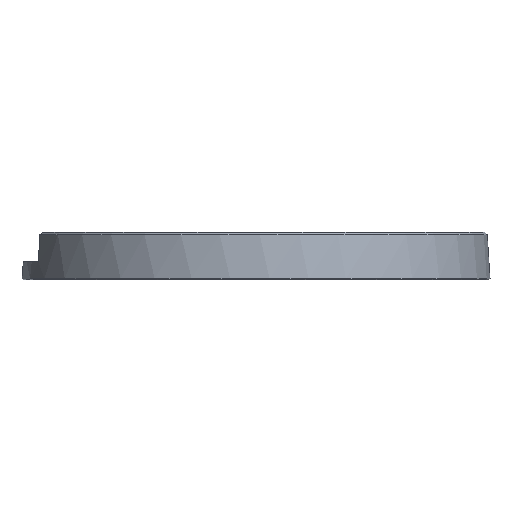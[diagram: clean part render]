
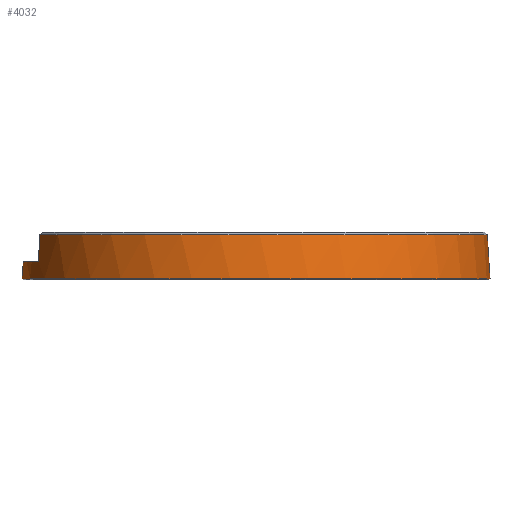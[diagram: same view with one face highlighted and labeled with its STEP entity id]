
A CAD part, front view. The second image highlights one B-rep face of the part: STEP entity #4032.
In plain terms, the highlighted conical face has half-angle 3.59 degrees and reference radius 39 mm.
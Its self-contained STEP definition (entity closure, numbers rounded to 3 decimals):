
#253 = ORIENTED_EDGE ( 'NONE', *, *, #1090, .T. ) ;
#326 = ORIENTED_EDGE ( 'NONE', *, *, #5789, .T. ) ;
#396 = CARTESIAN_POINT ( 'NONE',  ( -39.049, -5.035, 2.064 ) ) ;
#423 = DIRECTION ( 'NONE',  ( 0., 0., -1. ) ) ;
#564 = EDGE_CURVE ( 'NONE', #1063, #2897, #1592, .T. ) ;
#566 = CARTESIAN_POINT ( 'NONE',  ( 0., 0., 8. ) ) ;
#984 = ORIENTED_EDGE ( 'NONE', *, *, #1324, .T. ) ;
#1063 = VERTEX_POINT ( 'NONE', #4295 ) ;
#1090 = EDGE_CURVE ( 'NONE', #6492, #2897, #3967, .T. ) ;
#1123 = DIRECTION ( 'NONE',  ( 0., 0., 1. ) ) ;
#1217 = VERTEX_POINT ( 'NONE', #3079 ) ;
#1285 = CARTESIAN_POINT ( 'NONE',  ( -39.195, -4.823, 0.188 ) ) ;
#1286 = ORIENTED_EDGE ( 'NONE', *, *, #564, .F. ) ;
#1324 = EDGE_CURVE ( 'NONE', #3279, #8981, #5070, .T. ) ;
#1409 = DIRECTION ( 'NONE',  ( 1., 0., 0. ) ) ;
#1592 = LINE ( 'NONE', #8000, #9007 ) ;
#1906 = DIRECTION ( 'NONE',  ( -1., 0., 0. ) ) ;
#1940 = ORIENTED_EDGE ( 'NONE', *, *, #7872, .T. ) ;
#2029 = CIRCLE ( 'NONE', #9086, 39.49 ) ;
#2522 = CARTESIAN_POINT ( 'NONE',  ( -39.122, 4.929, 1.127 ) ) ;
#2540 = AXIS2_PLACEMENT_3D ( 'NONE', #7522, #4203, #7425 ) ;
#2554 = EDGE_CURVE ( 'NONE', #6058, #4226, #5996, .T. ) ;
#2597 = CARTESIAN_POINT ( 'NONE',  ( -38.976, -5.141, 3. ) ) ;
#2668 = CARTESIAN_POINT ( 'NONE',  ( 0., 0., 629.619 ) ) ;
#2742 = CARTESIAN_POINT ( 'NONE',  ( -39.195, -4.823, 0.188 ) ) ;
#2897 = VERTEX_POINT ( 'NONE', #7418 ) ;
#2936 = CARTESIAN_POINT ( 'NONE',  ( -36.451, -14.727, 3. ) ) ;
#3028 = DIRECTION ( 'NONE',  ( 0., 0., -1. ) ) ;
#3079 = CARTESIAN_POINT ( 'NONE',  ( 39.49, 0., 0.188 ) ) ;
#3279 = VERTEX_POINT ( 'NONE', #6531 ) ;
#3478 = EDGE_LOOP ( 'NONE', ( #7777, #984, #10309, #326, #1940, #253, #1286, #6708, #4257 ) ) ;
#3841 = CARTESIAN_POINT ( 'NONE',  ( 0., 0., 3. ) ) ;
#3967 = CIRCLE ( 'NONE', #8669, 39.314 ) ;
#3987 = DIRECTION ( 'NONE',  ( 1., 0., 0. ) ) ;
#3996 = DIRECTION ( 'NONE',  ( -0.058, 0.023, -0.998 ) ) ;
#4032 = ADVANCED_FACE ( 'NONE', ( #5248 ), #7561, .T. ) ;
#4203 = DIRECTION ( 'NONE',  ( 0., 0., 1. ) ) ;
#4226 = VERTEX_POINT ( 'NONE', #6918 ) ;
#4237 = CIRCLE ( 'NONE', #5615, 39.025 ) ;
#4257 = ORIENTED_EDGE ( 'NONE', *, *, #2554, .F. ) ;
#4295 = CARTESIAN_POINT ( 'NONE',  ( -36.183, 14.619, 7.601 ) ) ;
#4647 = DIRECTION ( 'NONE',  ( 0., 0., -1. ) ) ;
#4846 = CARTESIAN_POINT ( 'NONE',  ( -39.195, 4.823, 0.188 ) ) ;
#4901 = CARTESIAN_POINT ( 'NONE',  ( -39.049, 5.035, 2.064 ) ) ;
#5070 =( BOUNDED_CURVE ( )  B_SPLINE_CURVE ( 3, ( #2597, #396, #8377, #2742 ),
 .UNSPECIFIED., .F., .T. ) 
 B_SPLINE_CURVE_WITH_KNOTS ( ( 4, 4 ),
 ( 4.324, 4.332 ),
 .UNSPECIFIED. ) 
 CURVE ( )  GEOMETRIC_REPRESENTATION_ITEM ( )  RATIONAL_B_SPLINE_CURVE ( ( 1., 1., 1., 1. ) ) 
 REPRESENTATION_ITEM ( '' )  );
#5081 = EDGE_CURVE ( 'NONE', #6058, #3279, #9405, .T. ) ;
#5248 = FACE_OUTER_BOUND ( 'NONE', #3478, .T. ) ;
#5301 = DIRECTION ( 'NONE',  ( -1., 0., 0. ) ) ;
#5615 = AXIS2_PLACEMENT_3D ( 'NONE', #6428, #3028, #3987 ) ;
#5770 = CARTESIAN_POINT ( 'NONE',  ( 0., 0., 0.188 ) ) ;
#5789 = EDGE_CURVE ( 'NONE', #1217, #9002, #2029, .T. ) ;
#5996 = LINE ( 'NONE', #2668, #8231 ) ;
#6058 = VERTEX_POINT ( 'NONE', #2936 ) ;
#6428 = CARTESIAN_POINT ( 'NONE',  ( 0., 0., 7.601 ) ) ;
#6492 = VERTEX_POINT ( 'NONE', #8153 ) ;
#6531 = CARTESIAN_POINT ( 'NONE',  ( -38.976, -5.141, 3. ) ) ;
#6708 = ORIENTED_EDGE ( 'NONE', *, *, #9764, .T. ) ;
#6918 = CARTESIAN_POINT ( 'NONE',  ( -36.183, -14.619, 7.601 ) ) ;
#7064 = DIRECTION ( 'NONE',  ( 0., 0., -1. ) ) ;
#7243 = AXIS2_PLACEMENT_3D ( 'NONE', #3841, #7064, #7644 ) ;
#7320 = EDGE_CURVE ( 'NONE', #8981, #1217, #9771, .T. ) ;
#7418 = CARTESIAN_POINT ( 'NONE',  ( -36.451, 14.727, 3. ) ) ;
#7425 = DIRECTION ( 'NONE',  ( -1., 0., 0. ) ) ;
#7522 = CARTESIAN_POINT ( 'NONE',  ( 0., 0., 0.188 ) ) ;
#7561 = CONICAL_SURFACE ( 'NONE', #7900, 39., 0.063 ) ;
#7644 = DIRECTION ( 'NONE',  ( 1., 0., 0. ) ) ;
#7777 = ORIENTED_EDGE ( 'NONE', *, *, #5081, .T. ) ;
#7872 = EDGE_CURVE ( 'NONE', #9002, #6492, #7882, .T. ) ;
#7882 =( BOUNDED_CURVE ( )  B_SPLINE_CURVE ( 3, ( #4846, #2522, #4901, #9572 ),
 .UNSPECIFIED., .F., .T. ) 
 B_SPLINE_CURVE_WITH_KNOTS ( ( 4, 4 ),
 ( 1.951, 1.959 ),
 .UNSPECIFIED. ) 
 CURVE ( )  GEOMETRIC_REPRESENTATION_ITEM ( )  RATIONAL_B_SPLINE_CURVE ( ( 1., 1., 1., 1. ) ) 
 REPRESENTATION_ITEM ( '' )  );
#7900 = AXIS2_PLACEMENT_3D ( 'NONE', #566, #4647, #5301 ) ;
#8000 = CARTESIAN_POINT ( 'NONE',  ( 0., 0., 629.619 ) ) ;
#8153 = CARTESIAN_POINT ( 'NONE',  ( -38.976, 5.141, 3. ) ) ;
#8231 = VECTOR ( 'NONE', #9195, 1000. ) ;
#8377 = CARTESIAN_POINT ( 'NONE',  ( -39.122, -4.929, 1.127 ) ) ;
#8408 = CARTESIAN_POINT ( 'NONE',  ( 0., 0., 3. ) ) ;
#8669 = AXIS2_PLACEMENT_3D ( 'NONE', #8408, #423, #1409 ) ;
#8981 = VERTEX_POINT ( 'NONE', #1285 ) ;
#9002 = VERTEX_POINT ( 'NONE', #9218 ) ;
#9007 = VECTOR ( 'NONE', #3996, 1000. ) ;
#9086 = AXIS2_PLACEMENT_3D ( 'NONE', #5770, #1123, #1906 ) ;
#9195 = DIRECTION ( 'NONE',  ( 0.058, 0.023, 0.998 ) ) ;
#9218 = CARTESIAN_POINT ( 'NONE',  ( -39.195, 4.823, 0.188 ) ) ;
#9405 = CIRCLE ( 'NONE', #7243, 39.314 ) ;
#9572 = CARTESIAN_POINT ( 'NONE',  ( -38.976, 5.141, 3. ) ) ;
#9764 = EDGE_CURVE ( 'NONE', #1063, #4226, #4237, .T. ) ;
#9771 = CIRCLE ( 'NONE', #2540, 39.49 ) ;
#10309 = ORIENTED_EDGE ( 'NONE', *, *, #7320, .T. ) ;
